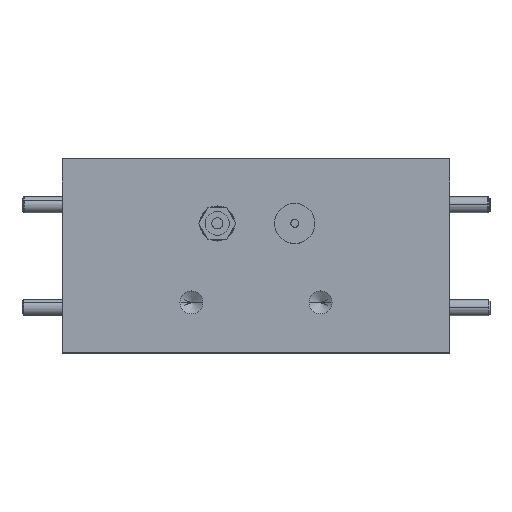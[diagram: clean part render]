
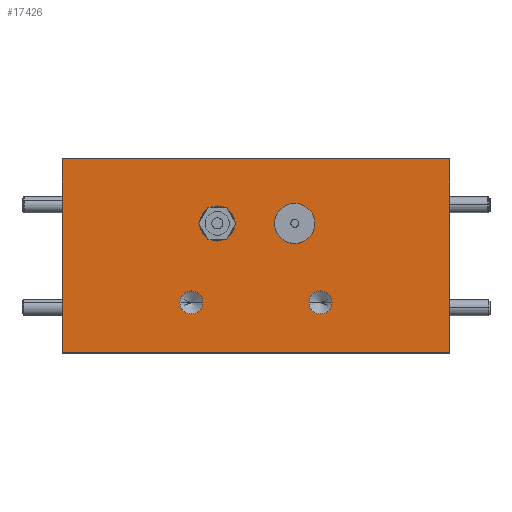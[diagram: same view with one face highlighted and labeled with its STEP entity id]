
A CAD part, top view. The second image highlights one B-rep face of the part: STEP entity #17426.
In plain terms, the highlighted planar face has unit normal (0, 0, 1).
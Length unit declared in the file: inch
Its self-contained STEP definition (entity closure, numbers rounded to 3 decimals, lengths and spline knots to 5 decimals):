
#75 = CARTESIAN_POINT ( 'NONE',  ( -0.75, 0.75, 0.55 ) ) ;
#199 = CARTESIAN_POINT ( 'NONE',  ( 0.25, 0.194, 0.55 ) ) ;
#249 = ORIENTED_EDGE ( 'NONE', *, *, #9453, .F. ) ;
#282 = EDGE_LOOP ( 'NONE', ( #1797, #7650 ) ) ;
#365 = DIRECTION ( 'NONE',  ( 0., 0., 1. ) ) ;
#502 = CARTESIAN_POINT ( 'NONE',  ( 0.15, 0.5, 0.55 ) ) ;
#1064 = VERTEX_POINT ( 'NONE', #15331 ) ;
#1385 = AXIS2_PLACEMENT_3D ( 'NONE', #17385, #3582, #21379 ) ;
#1483 = AXIS2_PLACEMENT_3D ( 'NONE', #502, #23924, #20086 ) ;
#1726 = VECTOR ( 'NONE', #21804, 39.37008 ) ;
#1797 = ORIENTED_EDGE ( 'NONE', *, *, #9887, .F. ) ;
#1926 = DIRECTION ( 'NONE',  ( 0., 0., 1. ) ) ;
#2156 = DIRECTION ( 'NONE',  ( 1., 0., 0. ) ) ;
#2608 = CARTESIAN_POINT ( 'NONE',  ( 0.15, 0.5, 0.55 ) ) ;
#2900 = FACE_OUTER_BOUND ( 'NONE', #24471, .T. ) ;
#2979 = ORIENTED_EDGE ( 'NONE', *, *, #10050, .F. ) ;
#3582 = DIRECTION ( 'NONE',  ( 0., 0., 1. ) ) ;
#3634 = VECTOR ( 'NONE', #25173, 39.37008 ) ;
#3796 = EDGE_CURVE ( 'NONE', #6456, #9249, #17337, .T. ) ;
#4034 = DIRECTION ( 'NONE',  ( 0., 0., 1. ) ) ;
#4101 = CARTESIAN_POINT ( 'NONE',  ( 0.082, 0.5, 0.55 ) ) ;
#4256 = ORIENTED_EDGE ( 'NONE', *, *, #18261, .F. ) ;
#4625 = CARTESIAN_POINT ( 'NONE',  ( 0., 0.75, 0.55 ) ) ;
#4743 = FACE_BOUND ( 'NONE', #16499, .T. ) ;
#4814 = AXIS2_PLACEMENT_3D ( 'NONE', #9611, #4034, #8003 ) ;
#5558 = ORIENTED_EDGE ( 'NONE', *, *, #3796, .F. ) ;
#5597 = DIRECTION ( 'NONE',  ( -1., 0., 0. ) ) ;
#5730 = DIRECTION ( 'NONE',  ( 0., 0., 1. ) ) ;
#6456 = VERTEX_POINT ( 'NONE', #19467 ) ;
#6968 = CARTESIAN_POINT ( 'NONE',  ( 0.2945, 0.194, 0.55 ) ) ;
#7091 = AXIS2_PLACEMENT_3D ( 'NONE', #17249, #5730, #11417 ) ;
#7129 = EDGE_LOOP ( 'NONE', ( #24986, #4256 ) ) ;
#7650 = ORIENTED_EDGE ( 'NONE', *, *, #12062, .F. ) ;
#7718 = VERTEX_POINT ( 'NONE', #9145 ) ;
#7813 = LINE ( 'NONE', #16457, #12109 ) ;
#8003 = DIRECTION ( 'NONE',  ( 1., 0., 0. ) ) ;
#8865 = VERTEX_POINT ( 'NONE', #4101 ) ;
#8976 = EDGE_CURVE ( 'NONE', #8865, #13800, #13320, .T. ) ;
#9145 = CARTESIAN_POINT ( 'NONE',  ( -0.082, 0.5, 0.55 ) ) ;
#9249 = VERTEX_POINT ( 'NONE', #9307 ) ;
#9307 = CARTESIAN_POINT ( 'NONE',  ( -0.2055, 0.194, 0.55 ) ) ;
#9453 = EDGE_CURVE ( 'NONE', #1064, #19108, #12396, .T. ) ;
#9611 = CARTESIAN_POINT ( 'NONE',  ( -0.15, 0.5, 0.55 ) ) ;
#9731 = EDGE_CURVE ( 'NONE', #17370, #24775, #17859, .T. ) ;
#9887 = EDGE_CURVE ( 'NONE', #7718, #12209, #13892, .T. ) ;
#10050 = EDGE_CURVE ( 'NONE', #19108, #20824, #14229, .T. ) ;
#10772 = CIRCLE ( 'NONE', #7091, 0.068 ) ;
#11417 = DIRECTION ( 'NONE',  ( 1., 0., 0. ) ) ;
#12062 = EDGE_CURVE ( 'NONE', #12209, #7718, #10772, .T. ) ;
#12109 = VECTOR ( 'NONE', #22163, 39.37008 ) ;
#12209 = VERTEX_POINT ( 'NONE', #16546 ) ;
#12396 = LINE ( 'NONE', #75, #18801 ) ;
#12673 = FACE_BOUND ( 'NONE', #19042, .T. ) ;
#12713 = AXIS2_PLACEMENT_3D ( 'NONE', #13587, #1926, #15548 ) ;
#13078 = LINE ( 'NONE', #17531, #3634 ) ;
#13194 = PLANE ( 'NONE',  #22261 ) ;
#13200 = EDGE_CURVE ( 'NONE', #13800, #8865, #22669, .T. ) ;
#13250 = CIRCLE ( 'NONE', #23395, 0.0445 ) ;
#13320 = CIRCLE ( 'NONE', #1483, 0.068 ) ;
#13563 = CIRCLE ( 'NONE', #23554, 0.0445 ) ;
#13587 = CARTESIAN_POINT ( 'NONE',  ( -0.25, 0.194, 0.55 ) ) ;
#13800 = VERTEX_POINT ( 'NONE', #14435 ) ;
#13892 = CIRCLE ( 'NONE', #4814, 0.068 ) ;
#14229 = LINE ( 'NONE', #4625, #1726 ) ;
#14435 = CARTESIAN_POINT ( 'NONE',  ( 0.218, 0.5, 0.55 ) ) ;
#14552 = EDGE_CURVE ( 'NONE', #19321, #20824, #13078, .T. ) ;
#14863 = ORIENTED_EDGE ( 'NONE', *, *, #13200, .F. ) ;
#14866 = DIRECTION ( 'NONE',  ( 0., 0., 1. ) ) ;
#14944 = ORIENTED_EDGE ( 'NONE', *, *, #15808, .F. ) ;
#15055 = ORIENTED_EDGE ( 'NONE', *, *, #14552, .T. ) ;
#15331 = CARTESIAN_POINT ( 'NONE',  ( -0.75, 0., 0.55 ) ) ;
#15548 = DIRECTION ( 'NONE',  ( 1., 0., 0. ) ) ;
#15603 = CARTESIAN_POINT ( 'NONE',  ( -0.75, 0.75, 0.55 ) ) ;
#15808 = EDGE_CURVE ( 'NONE', #19321, #1064, #7813, .T. ) ;
#15913 = CARTESIAN_POINT ( 'NONE',  ( 0.2055, 0.194, 0.55 ) ) ;
#16358 = CARTESIAN_POINT ( 'NONE',  ( 0.75, 0., 0.55 ) ) ;
#16362 = CARTESIAN_POINT ( 'NONE',  ( 0.75, 0.75, 0.55 ) ) ;
#16457 = CARTESIAN_POINT ( 'NONE',  ( 0.75, 0., 0.55 ) ) ;
#16499 = EDGE_LOOP ( 'NONE', ( #14863, #19363 ) ) ;
#16546 = CARTESIAN_POINT ( 'NONE',  ( -0.218, 0.5, 0.55 ) ) ;
#16659 = DIRECTION ( 'NONE',  ( 1., 0., 0. ) ) ;
#17249 = CARTESIAN_POINT ( 'NONE',  ( -0.15, 0.5, 0.55 ) ) ;
#17271 = DIRECTION ( 'NONE',  ( 0., 0., -1. ) ) ;
#17337 = CIRCLE ( 'NONE', #12713, 0.0445 ) ;
#17370 = VERTEX_POINT ( 'NONE', #6968 ) ;
#17385 = CARTESIAN_POINT ( 'NONE',  ( 0.25, 0.194, 0.55 ) ) ;
#17426 = ADVANCED_FACE ( 'NONE', ( #2900, #4743, #18157, #23007, #12673 ), #13194, .F. ) ;
#17531 = CARTESIAN_POINT ( 'NONE',  ( 0.75, 0.344, 0.55 ) ) ;
#17859 = CIRCLE ( 'NONE', #1385, 0.0445 ) ;
#17926 = EDGE_CURVE ( 'NONE', #9249, #6456, #13563, .T. ) ;
#17944 = DIRECTION ( 'NONE',  ( 0., 0., 1. ) ) ;
#18157 = FACE_BOUND ( 'NONE', #282, .T. ) ;
#18261 = EDGE_CURVE ( 'NONE', #24775, #17370, #13250, .T. ) ;
#18801 = VECTOR ( 'NONE', #21514, 39.37008 ) ;
#19042 = EDGE_LOOP ( 'NONE', ( #20578, #5558 ) ) ;
#19108 = VERTEX_POINT ( 'NONE', #15603 ) ;
#19321 = VERTEX_POINT ( 'NONE', #16358 ) ;
#19363 = ORIENTED_EDGE ( 'NONE', *, *, #8976, .F. ) ;
#19467 = CARTESIAN_POINT ( 'NONE',  ( -0.2945, 0.194, 0.55 ) ) ;
#20086 = DIRECTION ( 'NONE',  ( 1., 0., 0. ) ) ;
#20139 = AXIS2_PLACEMENT_3D ( 'NONE', #2608, #17944, #23631 ) ;
#20578 = ORIENTED_EDGE ( 'NONE', *, *, #17926, .F. ) ;
#20824 = VERTEX_POINT ( 'NONE', #16362 ) ;
#21379 = DIRECTION ( 'NONE',  ( 1., 0., 0. ) ) ;
#21514 = DIRECTION ( 'NONE',  ( 0., 1., 0. ) ) ;
#21804 = DIRECTION ( 'NONE',  ( 1., 0., 0. ) ) ;
#22163 = DIRECTION ( 'NONE',  ( -1., 0., 0. ) ) ;
#22261 = AXIS2_PLACEMENT_3D ( 'NONE', #22968, #17271, #5597 ) ;
#22669 = CIRCLE ( 'NONE', #20139, 0.068 ) ;
#22858 = CARTESIAN_POINT ( 'NONE',  ( -0.25, 0.194, 0.55 ) ) ;
#22968 = CARTESIAN_POINT ( 'NONE',  ( 0.75, 0.75, 0.55 ) ) ;
#23007 = FACE_BOUND ( 'NONE', #7129, .T. ) ;
#23395 = AXIS2_PLACEMENT_3D ( 'NONE', #199, #365, #2156 ) ;
#23554 = AXIS2_PLACEMENT_3D ( 'NONE', #22858, #14866, #16659 ) ;
#23631 = DIRECTION ( 'NONE',  ( 1., 0., 0. ) ) ;
#23924 = DIRECTION ( 'NONE',  ( 0., 0., 1. ) ) ;
#24471 = EDGE_LOOP ( 'NONE', ( #15055, #2979, #249, #14944 ) ) ;
#24775 = VERTEX_POINT ( 'NONE', #15913 ) ;
#24986 = ORIENTED_EDGE ( 'NONE', *, *, #9731, .F. ) ;
#25173 = DIRECTION ( 'NONE',  ( 0., 1., 0. ) ) ;
